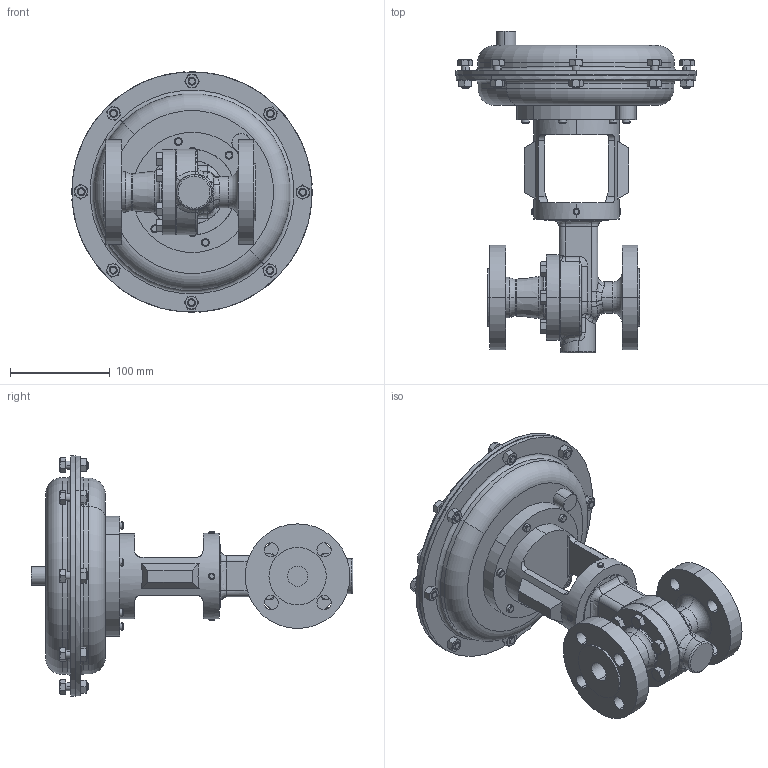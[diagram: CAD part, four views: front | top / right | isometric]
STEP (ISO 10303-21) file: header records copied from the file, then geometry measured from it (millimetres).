
FILE_DESCRIPTION (( 'STEP AP203' ), '1' );
FILE_NAME ('70-075-CS+S6-I8-35M.STEP', '2017-08-23T18:29:54', ( '' ), ( '' ), 'SwSTEP 2.0', 'SolidWorks 2014', '' );
FILE_SCHEMA (( 'CONFIG_CONTROL_DESIGN' ));
Length unit declared in the file: inch
Products named in the file (1): 70-075-CS+S6-I8-35M
Bounding box: 241.3 x 322.83 x 241.3 mm (x, y, z)
Volume: 2978297.5 mm3; surface area: 254780.5 mm2
Topology: 1 solids, 1 shells, 663 faces, 1505 edges, 903 vertices
Faces by surface type: plane 227, cone 222, cylinder 136, bspline 45, torus 31, sphere 2
Entity records: 22657 total; most frequent: CARTESIAN_POINT 8449, ORIENTED_EDGE 3006, DIRECTION 2817, EDGE_CURVE 1503, AXIS2_PLACEMENT_3D 1181, VERTEX_POINT 903, EDGE_LOOP 742, FACE_OUTER_BOUND 663
